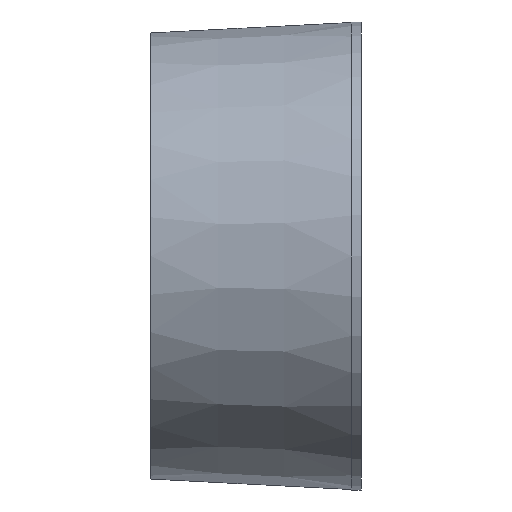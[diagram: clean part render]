
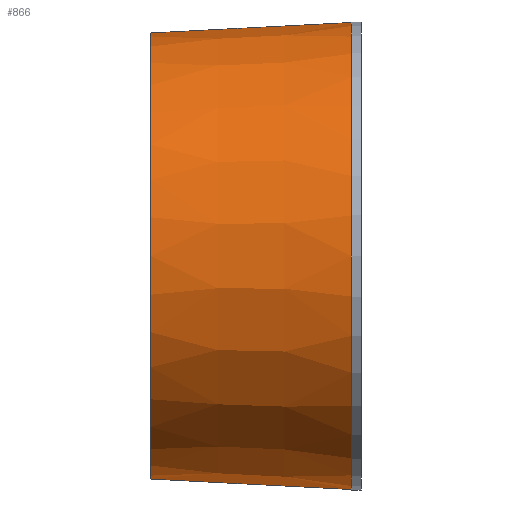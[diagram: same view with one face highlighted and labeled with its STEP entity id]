
A CAD part, left-side view. The second image highlights one B-rep face of the part: STEP entity #866.
In plain terms, the highlighted conical face has half-angle 3 degrees and reference radius 45 mm.
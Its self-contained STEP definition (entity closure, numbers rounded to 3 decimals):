
#66 = ORIENTED_EDGE ( 'NONE', *, *, #1863, .T. ) ;
#214 = EDGE_LOOP ( 'NONE', ( #418, #66, #767, #803 ) ) ;
#282 = VERTEX_POINT ( 'NONE', #2334 ) ;
#418 = ORIENTED_EDGE ( 'NONE', *, *, #930, .F. ) ;
#453 = CIRCLE ( 'NONE', #2066, 47.123 ) ;
#506 = DIRECTION ( 'NONE',  ( 0., 0., 1. ) ) ;
#663 = CIRCLE ( 'NONE', #2274, 45. ) ;
#670 = DIRECTION ( 'NONE',  ( 0., -1., 0. ) ) ;
#724 = DIRECTION ( 'NONE',  ( 0., -0.999, -0.052 ) ) ;
#767 = ORIENTED_EDGE ( 'NONE', *, *, #1078, .F. ) ;
#803 = ORIENTED_EDGE ( 'NONE', *, *, #1810, .F. ) ;
#866 = ADVANCED_FACE ( 'NONE', ( #2052 ), #1492, .T. ) ;
#869 = VERTEX_POINT ( 'NONE', #1264 ) ;
#920 = DIRECTION ( 'NONE',  ( 0., 1., 0. ) ) ;
#930 = EDGE_CURVE ( 'NONE', #869, #1843, #663, .T. ) ;
#1008 = DIRECTION ( 'NONE',  ( 0., -1., 0. ) ) ;
#1078 = EDGE_CURVE ( 'NONE', #1780, #282, #453, .T. ) ;
#1256 = CARTESIAN_POINT ( 'NONE',  ( 0., 2., 47.123 ) ) ;
#1264 = CARTESIAN_POINT ( 'NONE',  ( 0., 42.5, -45. ) ) ;
#1397 = CARTESIAN_POINT ( 'NONE',  ( 0., 2., 0. ) ) ;
#1489 = AXIS2_PLACEMENT_3D ( 'NONE', #2447, #670, #1841 ) ;
#1492 = CONICAL_SURFACE ( 'NONE', #1489, 45., 0.052 ) ;
#1702 = LINE ( 'NONE', #2501, #2554 ) ;
#1780 = VERTEX_POINT ( 'NONE', #1256 ) ;
#1810 = EDGE_CURVE ( 'NONE', #1843, #1780, #2453, .T. ) ;
#1841 = DIRECTION ( 'NONE',  ( 0., 0., 1. ) ) ;
#1843 = VERTEX_POINT ( 'NONE', #2121 ) ;
#1863 = EDGE_CURVE ( 'NONE', #869, #282, #1702, .T. ) ;
#2052 = FACE_OUTER_BOUND ( 'NONE', #214, .T. ) ;
#2066 = AXIS2_PLACEMENT_3D ( 'NONE', #1397, #1008, #2164 ) ;
#2121 = CARTESIAN_POINT ( 'NONE',  ( 0., 42.5, 45. ) ) ;
#2164 = DIRECTION ( 'NONE',  ( 0., 0., -1. ) ) ;
#2252 = VECTOR ( 'NONE', #2254, 1000. ) ;
#2254 = DIRECTION ( 'NONE',  ( 0., -0.999, 0.052 ) ) ;
#2274 = AXIS2_PLACEMENT_3D ( 'NONE', #2519, #920, #506 ) ;
#2334 = CARTESIAN_POINT ( 'NONE',  ( 0., 2., -47.123 ) ) ;
#2442 = CARTESIAN_POINT ( 'NONE',  ( 0., 42.5, 45. ) ) ;
#2447 = CARTESIAN_POINT ( 'NONE',  ( 0., 42.5, 0. ) ) ;
#2453 = LINE ( 'NONE', #2442, #2252 ) ;
#2501 = CARTESIAN_POINT ( 'NONE',  ( 0., 42.5, -45. ) ) ;
#2519 = CARTESIAN_POINT ( 'NONE',  ( 0., 42.5, 0. ) ) ;
#2554 = VECTOR ( 'NONE', #724, 1000. ) ;
